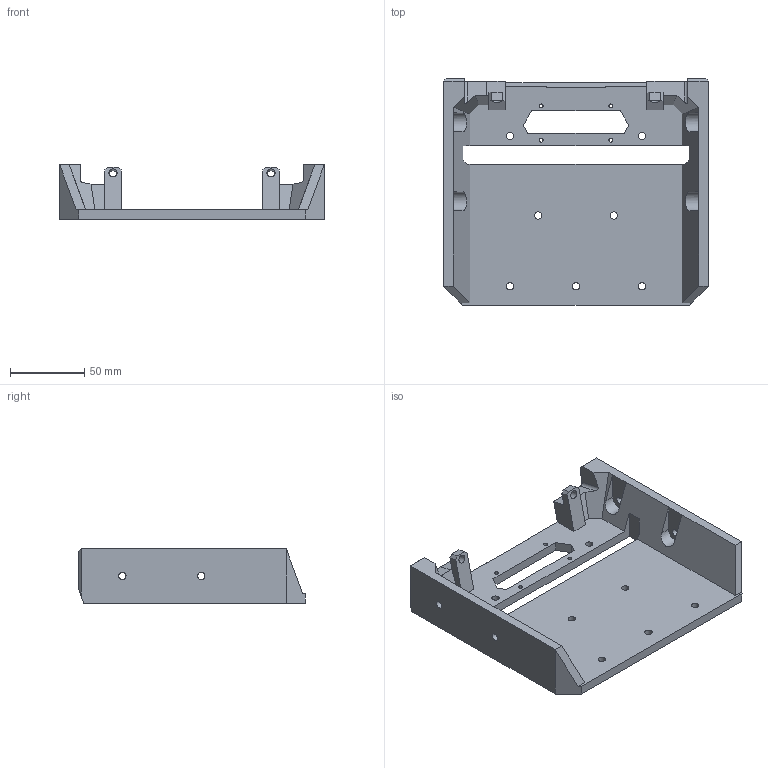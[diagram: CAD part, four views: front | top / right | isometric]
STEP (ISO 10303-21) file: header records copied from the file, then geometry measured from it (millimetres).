
FILE_DESCRIPTION(/* description */ ('UIP CENTRAL TIE BRACKET'),/* implementation_level */ '2;1');
FILE_NAME(/* name */ 'OH1A1-25_MOD_C - UIP CENTRAL TIE BRACKET.step',/* time_stamp */ '2024-10-10T17:15:12+02:00',/* author */ (''),/* organization */ (''),/* preprocessor_version */ 'ST-DEVELOPER v20',/* originating_system */ 'Autodesk Translation Framework v13.14.0.145',/* authorisation */ '');
FILE_SCHEMA (('AUTOMOTIVE_DESIGN { 1 0 10303 214 3 1 1 }'));
Length unit declared in the file: millimetre
Products named in the file (1): OH1A1-25
Bounding box: 177.8 x 152.18 x 36.58 mm (x, y, z)
Volume: 259292.8 mm3; surface area: 75284.9 mm2
Topology: 1 solids, 1 shells, 109 faces, 318 edges, 208 vertices
Faces by surface type: plane 82, cylinder 23, cone 4
Full cylindrical faces by diameter (mm): 2.705 x4, 4.915 x11, 5.5 x2
Entity records: 3676 total; most frequent: CARTESIAN_POINT 654, ORIENTED_EDGE 628, DIRECTION 584, EDGE_CURVE 314, LINE 256, VECTOR 256, VERTEX_POINT 208, AXIS2_PLACEMENT_3D 164
